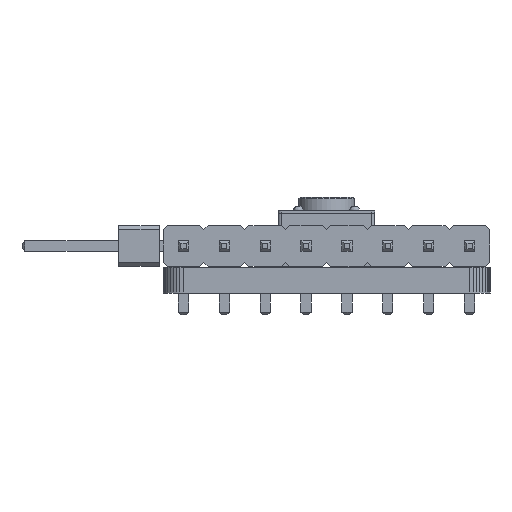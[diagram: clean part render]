
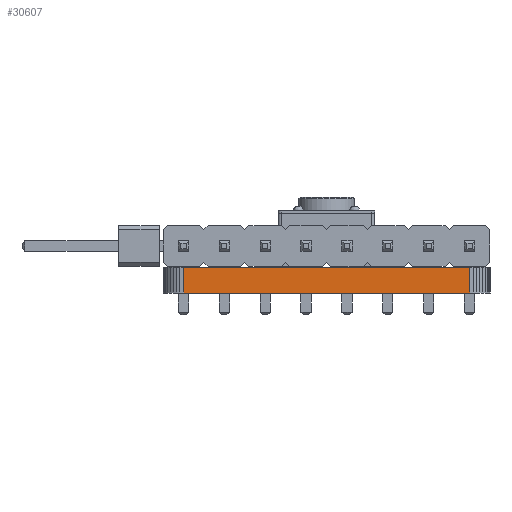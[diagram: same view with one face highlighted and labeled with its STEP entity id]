
A CAD part, left-side view. The second image highlights one B-rep face of the part: STEP entity #30607.
In plain terms, the highlighted planar face has unit normal (-1, 0, 0).
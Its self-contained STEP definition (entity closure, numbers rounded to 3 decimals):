
#27185 = PLANE('',#27186);
#27186 = AXIS2_PLACEMENT_3D('',#27187,#27188,#27189);
#27187 = CARTESIAN_POINT('',(186.504,-99.06,1.6));
#27188 = DIRECTION('',(-0.,-0.,-1.));
#27189 = DIRECTION('',(-1.,0.,0.));
#27239 = PLANE('',#27240);
#27240 = AXIS2_PLACEMENT_3D('',#27241,#27242,#27243);
#27241 = CARTESIAN_POINT('',(186.504,-99.06,0.));
#27242 = DIRECTION('',(-0.,-0.,-1.));
#27243 = DIRECTION('',(-1.,0.,0.));
#28104 = VERTEX_POINT('',#28105);
#28105 = CARTESIAN_POINT('',(144.408,-107.95,0.));
#28119 = PLANE('',#28120);
#28120 = AXIS2_PLACEMENT_3D('',#28121,#28122,#28123);
#28121 = CARTESIAN_POINT('',(144.427,-108.171,0.));
#28122 = DIRECTION('',(-0.996,-0.087,0.));
#28123 = DIRECTION('',(-0.087,0.996,0.));
#28131 = EDGE_CURVE('',#28104,#28132,#28134,.T.);
#28132 = VERTEX_POINT('',#28133);
#28133 = CARTESIAN_POINT('',(144.408,-90.17,0.));
#28134 = SURFACE_CURVE('',#28135,(#28139,#28146),.PCURVE_S1.);
#28135 = LINE('',#28136,#28137);
#28136 = CARTESIAN_POINT('',(144.408,-107.95,0.));
#28137 = VECTOR('',#28138,1.);
#28138 = DIRECTION('',(0.,1.,0.));
#28139 = PCURVE('',#27239,#28140);
#28140 = DEFINITIONAL_REPRESENTATION('',(#28141),#28145);
#28141 = LINE('',#28142,#28143);
#28142 = CARTESIAN_POINT('',(42.096,-8.89));
#28143 = VECTOR('',#28144,1.);
#28144 = DIRECTION('',(0.,1.));
#28145 = ( GEOMETRIC_REPRESENTATION_CONTEXT(2) 
PARAMETRIC_REPRESENTATION_CONTEXT() REPRESENTATION_CONTEXT('2D SPACE',''
  ) );
#28146 = PCURVE('',#28147,#28152);
#28147 = PLANE('',#28148);
#28148 = AXIS2_PLACEMENT_3D('',#28149,#28150,#28151);
#28149 = CARTESIAN_POINT('',(144.408,-107.95,0.));
#28150 = DIRECTION('',(-1.,0.,0.));
#28151 = DIRECTION('',(0.,1.,0.));
#28152 = DEFINITIONAL_REPRESENTATION('',(#28153),#28157);
#28153 = LINE('',#28154,#28155);
#28154 = CARTESIAN_POINT('',(0.,0.));
#28155 = VECTOR('',#28156,1.);
#28156 = DIRECTION('',(1.,0.));
#28157 = ( GEOMETRIC_REPRESENTATION_CONTEXT(2) 
PARAMETRIC_REPRESENTATION_CONTEXT() REPRESENTATION_CONTEXT('2D SPACE',''
  ) );
#28175 = PLANE('',#28176);
#28176 = AXIS2_PLACEMENT_3D('',#28177,#28178,#28179);
#28177 = CARTESIAN_POINT('',(144.408,-90.17,0.));
#28178 = DIRECTION('',(-0.996,0.087,0.));
#28179 = DIRECTION('',(0.087,0.996,0.));
#29434 = VERTEX_POINT('',#29435);
#29435 = CARTESIAN_POINT('',(144.408,-107.95,1.6));
#29456 = EDGE_CURVE('',#29434,#29457,#29459,.T.);
#29457 = VERTEX_POINT('',#29458);
#29458 = CARTESIAN_POINT('',(144.408,-90.17,1.6));
#29459 = SURFACE_CURVE('',#29460,(#29464,#29471),.PCURVE_S1.);
#29460 = LINE('',#29461,#29462);
#29461 = CARTESIAN_POINT('',(144.408,-107.95,1.6));
#29462 = VECTOR('',#29463,1.);
#29463 = DIRECTION('',(0.,1.,0.));
#29464 = PCURVE('',#27185,#29465);
#29465 = DEFINITIONAL_REPRESENTATION('',(#29466),#29470);
#29466 = LINE('',#29467,#29468);
#29467 = CARTESIAN_POINT('',(42.096,-8.89));
#29468 = VECTOR('',#29469,1.);
#29469 = DIRECTION('',(0.,1.));
#29470 = ( GEOMETRIC_REPRESENTATION_CONTEXT(2) 
PARAMETRIC_REPRESENTATION_CONTEXT() REPRESENTATION_CONTEXT('2D SPACE',''
  ) );
#29471 = PCURVE('',#28147,#29472);
#29472 = DEFINITIONAL_REPRESENTATION('',(#29473),#29477);
#29473 = LINE('',#29474,#29475);
#29474 = CARTESIAN_POINT('',(0.,-1.6));
#29475 = VECTOR('',#29476,1.);
#29476 = DIRECTION('',(1.,0.));
#29477 = ( GEOMETRIC_REPRESENTATION_CONTEXT(2) 
PARAMETRIC_REPRESENTATION_CONTEXT() REPRESENTATION_CONTEXT('2D SPACE',''
  ) );
#30557 = EDGE_CURVE('',#28132,#29457,#30558,.T.);
#30558 = SURFACE_CURVE('',#30559,(#30563,#30570),.PCURVE_S1.);
#30559 = LINE('',#30560,#30561);
#30560 = CARTESIAN_POINT('',(144.408,-90.17,0.));
#30561 = VECTOR('',#30562,1.);
#30562 = DIRECTION('',(0.,0.,1.));
#30563 = PCURVE('',#28175,#30564);
#30564 = DEFINITIONAL_REPRESENTATION('',(#30565),#30569);
#30565 = LINE('',#30566,#30567);
#30566 = CARTESIAN_POINT('',(0.,0.));
#30567 = VECTOR('',#30568,1.);
#30568 = DIRECTION('',(0.,-1.));
#30569 = ( GEOMETRIC_REPRESENTATION_CONTEXT(2) 
PARAMETRIC_REPRESENTATION_CONTEXT() REPRESENTATION_CONTEXT('2D SPACE',''
  ) );
#30570 = PCURVE('',#28147,#30571);
#30571 = DEFINITIONAL_REPRESENTATION('',(#30572),#30576);
#30572 = LINE('',#30573,#30574);
#30573 = CARTESIAN_POINT('',(17.78,0.));
#30574 = VECTOR('',#30575,1.);
#30575 = DIRECTION('',(0.,-1.));
#30576 = ( GEOMETRIC_REPRESENTATION_CONTEXT(2) 
PARAMETRIC_REPRESENTATION_CONTEXT() REPRESENTATION_CONTEXT('2D SPACE',''
  ) );
#30607 = ADVANCED_FACE('',(#30608),#28147,.T.);
#30608 = FACE_BOUND('',#30609,.T.);
#30609 = EDGE_LOOP('',(#30610,#30631,#30632,#30633));
#30610 = ORIENTED_EDGE('',*,*,#30611,.T.);
#30611 = EDGE_CURVE('',#28104,#29434,#30612,.T.);
#30612 = SURFACE_CURVE('',#30613,(#30617,#30624),.PCURVE_S1.);
#30613 = LINE('',#30614,#30615);
#30614 = CARTESIAN_POINT('',(144.408,-107.95,0.));
#30615 = VECTOR('',#30616,1.);
#30616 = DIRECTION('',(0.,0.,1.));
#30617 = PCURVE('',#28147,#30618);
#30618 = DEFINITIONAL_REPRESENTATION('',(#30619),#30623);
#30619 = LINE('',#30620,#30621);
#30620 = CARTESIAN_POINT('',(0.,0.));
#30621 = VECTOR('',#30622,1.);
#30622 = DIRECTION('',(0.,-1.));
#30623 = ( GEOMETRIC_REPRESENTATION_CONTEXT(2) 
PARAMETRIC_REPRESENTATION_CONTEXT() REPRESENTATION_CONTEXT('2D SPACE',''
  ) );
#30624 = PCURVE('',#28119,#30625);
#30625 = DEFINITIONAL_REPRESENTATION('',(#30626),#30630);
#30626 = LINE('',#30627,#30628);
#30627 = CARTESIAN_POINT('',(0.221,0.));
#30628 = VECTOR('',#30629,1.);
#30629 = DIRECTION('',(0.,-1.));
#30630 = ( GEOMETRIC_REPRESENTATION_CONTEXT(2) 
PARAMETRIC_REPRESENTATION_CONTEXT() REPRESENTATION_CONTEXT('2D SPACE',''
  ) );
#30631 = ORIENTED_EDGE('',*,*,#29456,.T.);
#30632 = ORIENTED_EDGE('',*,*,#30557,.F.);
#30633 = ORIENTED_EDGE('',*,*,#28131,.F.);
